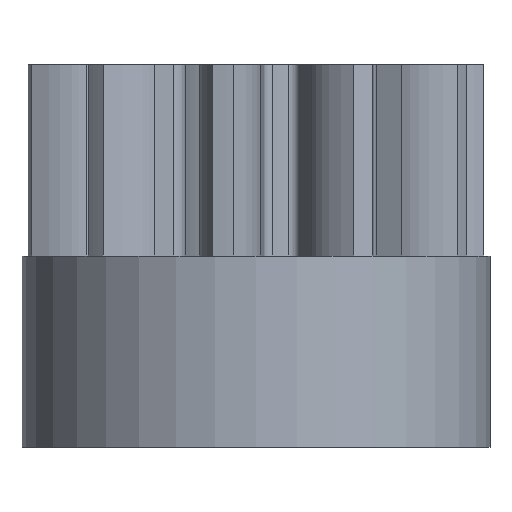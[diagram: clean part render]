
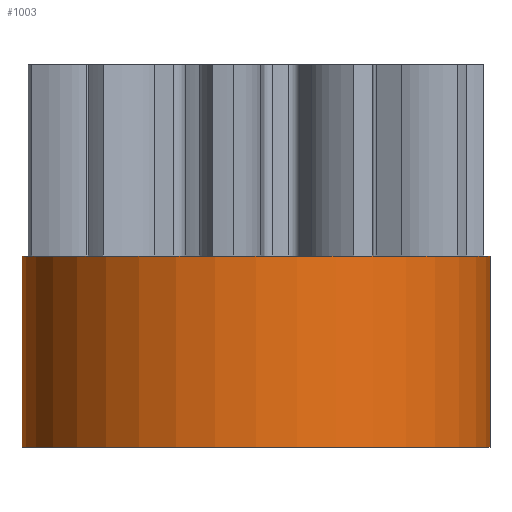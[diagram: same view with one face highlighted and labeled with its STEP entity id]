
A CAD part, front view. The second image highlights one B-rep face of the part: STEP entity #1003.
In plain terms, the highlighted cylindrical face has radius 11 mm (diameter 22 mm), a partial arc.
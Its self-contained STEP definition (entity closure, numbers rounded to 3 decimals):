
#151 = CYLINDRICAL_SURFACE ( 'NONE', #601, 11. ) ;
#214 = ORIENTED_EDGE ( 'NONE', *, *, #1710, .T. ) ;
#224 = VECTOR ( 'NONE', #2397, 1000. ) ;
#409 = CARTESIAN_POINT ( 'NONE',  ( 0., 0., -2.5 ) ) ;
#540 = CIRCLE ( 'NONE', #2414, 11. ) ;
#570 = VERTEX_POINT ( 'NONE', #1189 ) ;
#601 = AXIS2_PLACEMENT_3D ( 'NONE', #2023, #2063, #2049 ) ;
#832 = ORIENTED_EDGE ( 'NONE', *, *, #915, .F. ) ;
#915 = EDGE_CURVE ( 'NONE', #1613, #2257, #1371, .T. ) ;
#919 = EDGE_LOOP ( 'NONE', ( #832, #214, #2383, #1001 ) ) ;
#937 = CARTESIAN_POINT ( 'NONE',  ( 11., 0., -11.5 ) ) ;
#1001 = ORIENTED_EDGE ( 'NONE', *, *, #3184, .F. ) ;
#1003 = ADVANCED_FACE ( 'NONE', ( #2313 ), #151, .T. ) ;
#1148 = CARTESIAN_POINT ( 'NONE',  ( -11., 0., -11.5 ) ) ;
#1189 = CARTESIAN_POINT ( 'NONE',  ( -11., 0., -2.5 ) ) ;
#1371 = LINE ( 'NONE', #2433, #3326 ) ;
#1492 = LINE ( 'NONE', #2109, #224 ) ;
#1613 = VERTEX_POINT ( 'NONE', #2491 ) ;
#1710 = EDGE_CURVE ( 'NONE', #1613, #570, #3465, .T. ) ;
#2009 = VERTEX_POINT ( 'NONE', #1148 ) ;
#2023 = CARTESIAN_POINT ( 'NONE',  ( 0., 0., -2.5 ) ) ;
#2049 = DIRECTION ( 'NONE',  ( -1., 0., 0. ) ) ;
#2063 = DIRECTION ( 'NONE',  ( 0., 0., -1. ) ) ;
#2109 = CARTESIAN_POINT ( 'NONE',  ( -11., 0., -2.5 ) ) ;
#2257 = VERTEX_POINT ( 'NONE', #937 ) ;
#2313 = FACE_OUTER_BOUND ( 'NONE', #919, .T. ) ;
#2383 = ORIENTED_EDGE ( 'NONE', *, *, #2853, .T. ) ;
#2397 = DIRECTION ( 'NONE',  ( 0., 0., -1. ) ) ;
#2414 = AXIS2_PLACEMENT_3D ( 'NONE', #2458, #2449, #2429 ) ;
#2428 = DIRECTION ( 'NONE',  ( -1., 0., 0. ) ) ;
#2429 = DIRECTION ( 'NONE',  ( -1., 0., 0. ) ) ;
#2433 = CARTESIAN_POINT ( 'NONE',  ( 11., 0., -2.5 ) ) ;
#2436 = DIRECTION ( 'NONE',  ( 0., 0., -1. ) ) ;
#2449 = DIRECTION ( 'NONE',  ( 0., 0., -1. ) ) ;
#2458 = CARTESIAN_POINT ( 'NONE',  ( 0., 0., -11.5 ) ) ;
#2491 = CARTESIAN_POINT ( 'NONE',  ( 11., 0., -2.5 ) ) ;
#2545 = AXIS2_PLACEMENT_3D ( 'NONE', #409, #2817, #2428 ) ;
#2817 = DIRECTION ( 'NONE',  ( 0., 0., -1. ) ) ;
#2853 = EDGE_CURVE ( 'NONE', #570, #2009, #1492, .T. ) ;
#3184 = EDGE_CURVE ( 'NONE', #2257, #2009, #540, .T. ) ;
#3326 = VECTOR ( 'NONE', #2436, 1000. ) ;
#3465 = CIRCLE ( 'NONE', #2545, 11. ) ;
